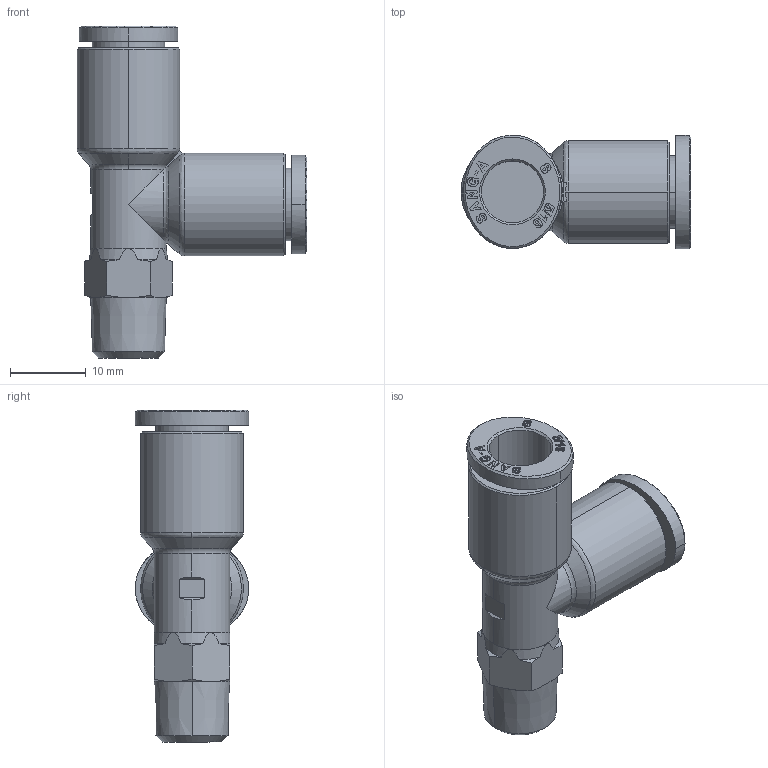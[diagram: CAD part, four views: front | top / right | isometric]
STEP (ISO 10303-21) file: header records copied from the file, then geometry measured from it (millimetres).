
FILE_DESCRIPTION (( 'STEP AP214' ), '1' );
FILE_NAME ('PST08-01.stp', '2015-10-15T09:28:11', ( '' ), ( '' ), 'SwSTEP 2.0', 'SolidWorks 2015', '' );
FILE_SCHEMA (( 'AUTOMOTIVE_DESIGN' ));
Length unit declared in the file: millimetre
Products named in the file (2): PST08-01; ｦ+ﾃｦ1
Assembly tree (1 placements, depth 2):
  PST08-01
    ｦ+ﾃｦ1
Bounding box: 30.4 x 15 x 43.9 mm (x, y, z)
Volume: 5073.8 mm3; surface area: 4089.6 mm2
Topology: 1 solids, 1 shells, 833 faces, 2346 edges, 1553 vertices
Faces by surface type: plane 688, bspline 64, cone 42, cylinder 34, torus 5
Entity records: 29095 total; most frequent: CARTESIAN_POINT 7406, ORIENTED_EDGE 4688, DIRECTION 3809, EDGE_CURVE 2344, VECTOR 2001, LINE 2001, VERTEX_POINT 1553, AXIS2_PLACEMENT_3D 904
